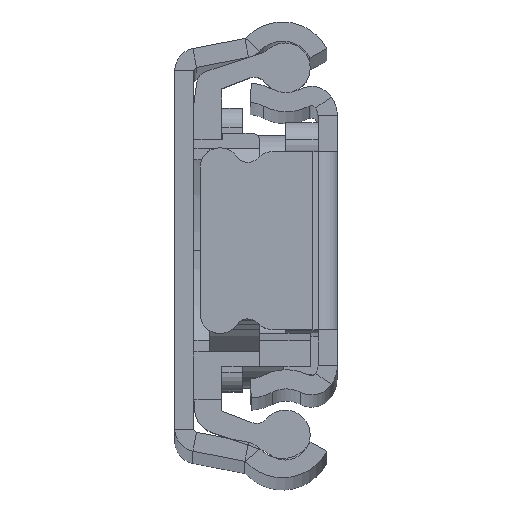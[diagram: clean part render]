
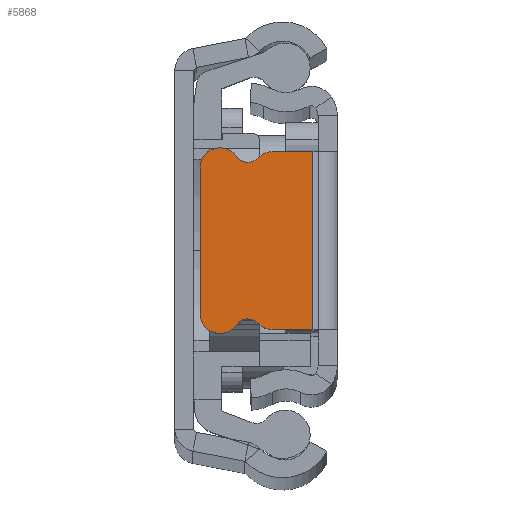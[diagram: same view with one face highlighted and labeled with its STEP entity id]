
A CAD part, top view. The second image highlights one B-rep face of the part: STEP entity #5868.
In plain terms, the highlighted planar face has unit normal (0, 0, 1).
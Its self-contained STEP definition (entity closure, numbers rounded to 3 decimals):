
#45 = LINE ( 'NONE', #4698, #14849 ) ;
#59 = VERTEX_POINT ( 'NONE', #3578 ) ;
#81 = AXIS2_PLACEMENT_3D ( 'NONE', #6830, #5773, #10744 ) ;
#261 = LINE ( 'NONE', #1736, #15552 ) ;
#356 = CARTESIAN_POINT ( 'NONE',  ( -6.99, 6.112, 0. ) ) ;
#642 = DIRECTION ( 'NONE',  ( 0., 1., 0. ) ) ;
#720 = DIRECTION ( 'NONE',  ( 0., 0., 1. ) ) ;
#950 = CARTESIAN_POINT ( 'NONE',  ( -1.9, -6.95, 0. ) ) ;
#997 = LINE ( 'NONE', #5746, #1469 ) ;
#1309 = DIRECTION ( 'NONE',  ( 0., 0., -1. ) ) ;
#1469 = VECTOR ( 'NONE', #15710, 1000. ) ;
#1501 = ORIENTED_EDGE ( 'NONE', *, *, #3785, .T. ) ;
#1509 = EDGE_CURVE ( 'NONE', #9072, #12064, #11004, .T. ) ;
#1549 = CARTESIAN_POINT ( 'NONE',  ( -5.078, 6.95, 0. ) ) ;
#1736 = CARTESIAN_POINT ( 'NONE',  ( 0., -6.95, 0. ) ) ;
#1750 = DIRECTION ( 'NONE',  ( 0., 0., 1. ) ) ;
#1933 = VERTEX_POINT ( 'NONE', #9804 ) ;
#2022 = DIRECTION ( 'NONE',  ( 0., 0., -1. ) ) ;
#2035 = CARTESIAN_POINT ( 'NONE',  ( -5.078, -6.95, 0. ) ) ;
#2714 = EDGE_CURVE ( 'NONE', #3842, #9072, #6704, .T. ) ;
#2868 = DIRECTION ( 'NONE',  ( 0., 1., 0. ) ) ;
#2922 = AXIS2_PLACEMENT_3D ( 'NONE', #11504, #15337, #8885 ) ;
#2949 = AXIS2_PLACEMENT_3D ( 'NONE', #10652, #10338, #5437 ) ;
#3044 = CARTESIAN_POINT ( 'NONE',  ( -9.14, -7.25, 0. ) ) ;
#3336 = VERTEX_POINT ( 'NONE', #12516 ) ;
#3342 = VERTEX_POINT ( 'NONE', #10069 ) ;
#3483 = AXIS2_PLACEMENT_3D ( 'NONE', #8833, #5160, #10142 ) ;
#3515 = EDGE_CURVE ( 'NONE', #15749, #13647, #5691, .T. ) ;
#3541 = LINE ( 'NONE', #10900, #9220 ) ;
#3578 = CARTESIAN_POINT ( 'NONE',  ( -10.7, -5.75, 0. ) ) ;
#3785 = EDGE_CURVE ( 'NONE', #3336, #59, #15003, .T. ) ;
#3842 = VERTEX_POINT ( 'NONE', #1549 ) ;
#4008 = ORIENTED_EDGE ( 'NONE', *, *, #8500, .T. ) ;
#4562 = ORIENTED_EDGE ( 'NONE', *, *, #1509, .T. ) ;
#4698 = CARTESIAN_POINT ( 'NONE',  ( 0., -7.25, 0. ) ) ;
#4754 = DIRECTION ( 'NONE',  ( 0., 1., 0. ) ) ;
#4830 = CARTESIAN_POINT ( 'NONE',  ( -9.14, 7.25, 0. ) ) ;
#4902 = EDGE_CURVE ( 'NONE', #13647, #9929, #9281, .T. ) ;
#5050 = DIRECTION ( 'NONE',  ( 0., -1., 0. ) ) ;
#5160 = DIRECTION ( 'NONE',  ( 0., 0., 1. ) ) ;
#5163 = AXIS2_PLACEMENT_3D ( 'NONE', #13084, #1750, #2868 ) ;
#5202 = EDGE_CURVE ( 'NONE', #12064, #8470, #6604, .T. ) ;
#5378 = PLANE ( 'NONE',  #2922 ) ;
#5437 = DIRECTION ( 'NONE',  ( 0., -1., 0. ) ) ;
#5441 = ORIENTED_EDGE ( 'NONE', *, *, #7799, .T. ) ;
#5691 = CIRCLE ( 'NONE', #5163, 1.5 ) ;
#5746 = CARTESIAN_POINT ( 'NONE',  ( -1.9, -7.25, 0. ) ) ;
#5773 = DIRECTION ( 'NONE',  ( 0., 0., 1. ) ) ;
#5860 = ORIENTED_EDGE ( 'NONE', *, *, #7524, .T. ) ;
#5868 = ADVANCED_FACE ( 'NONE', ( #12565 ), #5378, .F. ) ;
#6604 = CIRCLE ( 'NONE', #2949, 1.1 ) ;
#6612 = EDGE_CURVE ( 'NONE', #8189, #3842, #3541, .T. ) ;
#6704 = CIRCLE ( 'NONE', #15837, 1.5 ) ;
#6830 = CARTESIAN_POINT ( 'NONE',  ( -9.14, 5.75, 0. ) ) ;
#6845 = EDGE_LOOP ( 'NONE', ( #10410, #15993, #11475, #10296, #4562, #10146, #5441, #5860, #4008, #1501, #13172, #9657, #15758, #11187, #13249 ) ) ;
#7007 = CARTESIAN_POINT ( 'NONE',  ( -6.181, -6.467, 0. ) ) ;
#7009 = EDGE_CURVE ( 'NONE', #9929, #9922, #14696, .T. ) ;
#7524 = EDGE_CURVE ( 'NONE', #8285, #3342, #9034, .T. ) ;
#7799 = EDGE_CURVE ( 'NONE', #8470, #8285, #12332, .T. ) ;
#7939 = DIRECTION ( 'NONE',  ( 1., 0., 0. ) ) ;
#8189 = VERTEX_POINT ( 'NONE', #11799 ) ;
#8196 = VECTOR ( 'NONE', #5050, 1000. ) ;
#8278 = CARTESIAN_POINT ( 'NONE',  ( -5.078, -5.45, 0. ) ) ;
#8285 = VERTEX_POINT ( 'NONE', #4830 ) ;
#8415 = DIRECTION ( 'NONE',  ( 0., 0., 1. ) ) ;
#8470 = VERTEX_POINT ( 'NONE', #15200 ) ;
#8500 = EDGE_CURVE ( 'NONE', #3342, #3336, #10529, .T. ) ;
#8791 = DIRECTION ( 'NONE',  ( -1., 0., 0. ) ) ;
#8809 = CARTESIAN_POINT ( 'NONE',  ( -10.7, 0., 0. ) ) ;
#8833 = CARTESIAN_POINT ( 'NONE',  ( -9.2, 5.75, 0. ) ) ;
#8885 = DIRECTION ( 'NONE',  ( -1., 0., 0. ) ) ;
#8954 = CARTESIAN_POINT ( 'NONE',  ( 0., 7.25, 0. ) ) ;
#9034 = LINE ( 'NONE', #8954, #14706 ) ;
#9072 = VERTEX_POINT ( 'NONE', #11891 ) ;
#9220 = VECTOR ( 'NONE', #12362, 1000. ) ;
#9281 = CIRCLE ( 'NONE', #11362, 1.1 ) ;
#9606 = CARTESIAN_POINT ( 'NONE',  ( -6.99, 7.212, 0. ) ) ;
#9657 = ORIENTED_EDGE ( 'NONE', *, *, #11493, .T. ) ;
#9804 = CARTESIAN_POINT ( 'NONE',  ( -9.2, -7.25, 0. ) ) ;
#9922 = VERTEX_POINT ( 'NONE', #2035 ) ;
#9929 = VERTEX_POINT ( 'NONE', #7007 ) ;
#9949 = CARTESIAN_POINT ( 'NONE',  ( -9.2, -5.75, 0. ) ) ;
#10069 = CARTESIAN_POINT ( 'NONE',  ( -9.2, 7.25, 0. ) ) ;
#10117 = CARTESIAN_POINT ( 'NONE',  ( -7.9, -6.593, 0. ) ) ;
#10142 = DIRECTION ( 'NONE',  ( -1., 0., 0. ) ) ;
#10146 = ORIENTED_EDGE ( 'NONE', *, *, #5202, .T. ) ;
#10296 = ORIENTED_EDGE ( 'NONE', *, *, #2714, .T. ) ;
#10338 = DIRECTION ( 'NONE',  ( 0., 0., -1. ) ) ;
#10410 = ORIENTED_EDGE ( 'NONE', *, *, #16032, .T. ) ;
#10529 = CIRCLE ( 'NONE', #3483, 1.5 ) ;
#10652 = CARTESIAN_POINT ( 'NONE',  ( -6.99, 7.212, 0. ) ) ;
#10744 = DIRECTION ( 'NONE',  ( 0., 1., 0. ) ) ;
#10900 = CARTESIAN_POINT ( 'NONE',  ( 1.206, 6.95, 0. ) ) ;
#10921 = AXIS2_PLACEMENT_3D ( 'NONE', #9949, #8415, #10933 ) ;
#10933 = DIRECTION ( 'NONE',  ( -1., 0., 0. ) ) ;
#11004 = CIRCLE ( 'NONE', #14117, 1.1 ) ;
#11171 = CIRCLE ( 'NONE', #10921, 1.5 ) ;
#11187 = ORIENTED_EDGE ( 'NONE', *, *, #4902, .T. ) ;
#11269 = DIRECTION ( 'NONE',  ( 0., -1., 0. ) ) ;
#11362 = AXIS2_PLACEMENT_3D ( 'NONE', #13707, #1309, #11269 ) ;
#11414 = VERTEX_POINT ( 'NONE', #950 ) ;
#11475 = ORIENTED_EDGE ( 'NONE', *, *, #6612, .T. ) ;
#11493 = EDGE_CURVE ( 'NONE', #1933, #15749, #45, .T. ) ;
#11504 = CARTESIAN_POINT ( 'NONE',  ( 0., 0., 0. ) ) ;
#11799 = CARTESIAN_POINT ( 'NONE',  ( -1.9, 6.95, 0. ) ) ;
#11891 = CARTESIAN_POINT ( 'NONE',  ( -6.181, 6.467, 0. ) ) ;
#12064 = VERTEX_POINT ( 'NONE', #356 ) ;
#12214 = DIRECTION ( 'NONE',  ( 0., -1., 0. ) ) ;
#12332 = CIRCLE ( 'NONE', #81, 1.5 ) ;
#12362 = DIRECTION ( 'NONE',  ( -1., 0., 0. ) ) ;
#12516 = CARTESIAN_POINT ( 'NONE',  ( -10.7, 5.75, 0. ) ) ;
#12565 = FACE_OUTER_BOUND ( 'NONE', #6845, .T. ) ;
#13084 = CARTESIAN_POINT ( 'NONE',  ( -9.14, -5.75, 0. ) ) ;
#13172 = ORIENTED_EDGE ( 'NONE', *, *, #14690, .T. ) ;
#13203 = CARTESIAN_POINT ( 'NONE',  ( -5.078, 5.45, 0. ) ) ;
#13249 = ORIENTED_EDGE ( 'NONE', *, *, #7009, .T. ) ;
#13430 = DIRECTION ( 'NONE',  ( 1., 0., 0. ) ) ;
#13647 = VERTEX_POINT ( 'NONE', #10117 ) ;
#13707 = CARTESIAN_POINT ( 'NONE',  ( -6.99, -7.212, 0. ) ) ;
#14117 = AXIS2_PLACEMENT_3D ( 'NONE', #9606, #2022, #12214 ) ;
#14169 = AXIS2_PLACEMENT_3D ( 'NONE', #8278, #15711, #4754 ) ;
#14690 = EDGE_CURVE ( 'NONE', #59, #1933, #11171, .T. ) ;
#14696 = CIRCLE ( 'NONE', #14169, 1.5 ) ;
#14706 = VECTOR ( 'NONE', #8791, 1000. ) ;
#14849 = VECTOR ( 'NONE', #13430, 1000. ) ;
#15003 = LINE ( 'NONE', #8809, #8196 ) ;
#15200 = CARTESIAN_POINT ( 'NONE',  ( -7.9, 6.593, 0. ) ) ;
#15337 = DIRECTION ( 'NONE',  ( 0., 0., -1. ) ) ;
#15552 = VECTOR ( 'NONE', #7939, 1000. ) ;
#15710 = DIRECTION ( 'NONE',  ( 0., -1., 0. ) ) ;
#15711 = DIRECTION ( 'NONE',  ( 0., 0., 1. ) ) ;
#15749 = VERTEX_POINT ( 'NONE', #3044 ) ;
#15758 = ORIENTED_EDGE ( 'NONE', *, *, #3515, .T. ) ;
#15837 = AXIS2_PLACEMENT_3D ( 'NONE', #13203, #720, #642 ) ;
#15871 = EDGE_CURVE ( 'NONE', #8189, #11414, #997, .T. ) ;
#15993 = ORIENTED_EDGE ( 'NONE', *, *, #15871, .F. ) ;
#16032 = EDGE_CURVE ( 'NONE', #9922, #11414, #261, .T. ) ;
